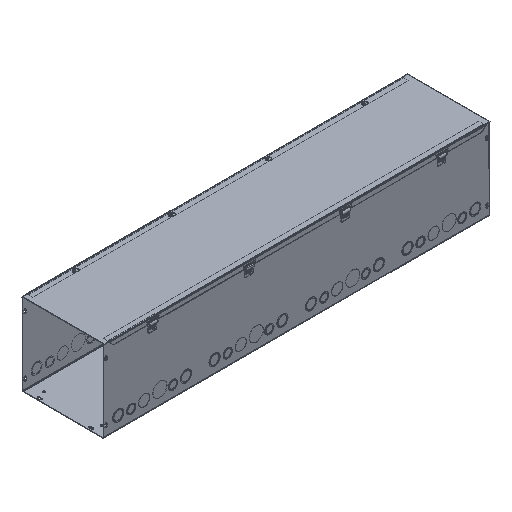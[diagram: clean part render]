
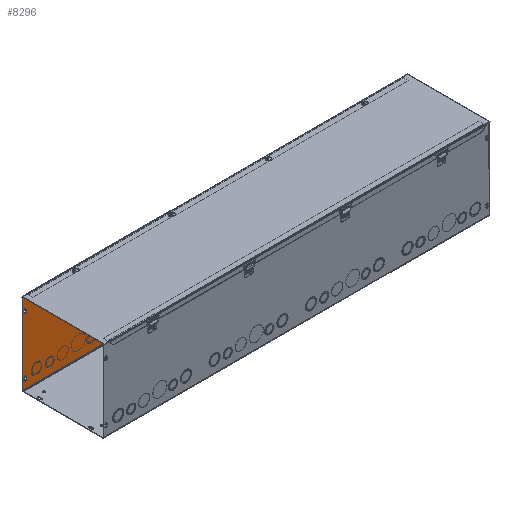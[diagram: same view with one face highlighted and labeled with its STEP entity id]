
A CAD part, isometric view. The second image highlights one B-rep face of the part: STEP entity #8296.
In plain terms, the highlighted planar face has unit normal (0, -1, 0).
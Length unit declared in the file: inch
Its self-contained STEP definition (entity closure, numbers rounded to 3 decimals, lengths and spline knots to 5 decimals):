
#414=LINE('',#12821,#1007);
#418=LINE('',#12830,#1011);
#420=LINE('',#12837,#1013);
#424=LINE('',#12846,#1017);
#440=LINE('',#12890,#1033);
#442=LINE('',#12894,#1035);
#446=LINE('',#12906,#1039);
#448=LINE('',#12910,#1041);
#516=LINE('',#13193,#1109);
#550=LINE('',#13270,#1143);
#552=LINE('',#13275,#1145);
#554=LINE('',#13278,#1147);
#556=LINE('',#13284,#1149);
#558=LINE('',#13288,#1151);
#560=LINE('',#13291,#1153);
#561=LINE('',#13294,#1154);
#562=LINE('',#13296,#1155);
#563=LINE('',#13298,#1156);
#564=LINE('',#13300,#1157);
#565=LINE('',#13301,#1158);
#1007=VECTOR('',#10352,0.25);
#1011=VECTOR('',#10362,0.25);
#1013=VECTOR('',#10370,0.25);
#1017=VECTOR('',#10380,0.25);
#1033=VECTOR('',#10430,0.25);
#1035=VECTOR('',#10434,0.25);
#1039=VECTOR('',#10448,0.25);
#1041=VECTOR('',#10452,0.25);
#1109=VECTOR('',#10698,46.75);
#1143=VECTOR('',#10776,0.0002);
#1145=VECTOR('',#10780,0.03145);
#1147=VECTOR('',#10784,0.0002);
#1149=VECTOR('',#10790,0.03145);
#1151=VECTOR('',#10794,0.0002);
#1153=VECTOR('',#10798,0.0002);
#1154=VECTOR('',#10801,0.6248);
#1155=VECTOR('',#10802,9.96875);
#1156=VECTOR('',#10803,48.);
#1157=VECTOR('',#10804,9.96875);
#1158=VECTOR('',#10805,0.6248);
#1637=PLANE('',#9067);
#2020=FACE_BOUND('',#3125,.T.);
#2021=FACE_BOUND('',#3126,.T.);
#2022=FACE_BOUND('',#3127,.T.);
#2023=FACE_BOUND('',#3128,.T.);
#2394=FACE_OUTER_BOUND('',#3124,.T.);
#3124=EDGE_LOOP('',(#6559,#6560,#6561,#6562,#6563,#6564,#6565,#6566,#6567,
#6568,#6569,#6570));
#3125=EDGE_LOOP('',(#6571,#6572,#6573,#6574));
#3126=EDGE_LOOP('',(#6575,#6576,#6577,#6578));
#3127=EDGE_LOOP('',(#6579,#6580,#6581,#6582));
#3128=EDGE_LOOP('',(#6583,#6584,#6585,#6586));
#3614=CIRCLE('',#8918,0.125);
#3615=CIRCLE('',#8921,0.125);
#3616=CIRCLE('',#8924,0.125);
#3617=CIRCLE('',#8927,0.125);
#3622=CIRCLE('',#8941,0.125);
#3623=CIRCLE('',#8945,0.125);
#3624=CIRCLE('',#8947,0.125);
#3625=CIRCLE('',#8951,0.125);
#4100=VERTEX_POINT('',#12819);
#4101=VERTEX_POINT('',#12820);
#4102=VERTEX_POINT('',#12825);
#4103=VERTEX_POINT('',#12829);
#4104=VERTEX_POINT('',#12835);
#4105=VERTEX_POINT('',#12836);
#4106=VERTEX_POINT('',#12841);
#4107=VERTEX_POINT('',#12845);
#4116=VERTEX_POINT('',#12883);
#4117=VERTEX_POINT('',#12884);
#4118=VERTEX_POINT('',#12889);
#4119=VERTEX_POINT('',#12893);
#4120=VERTEX_POINT('',#12899);
#4121=VERTEX_POINT('',#12900);
#4122=VERTEX_POINT('',#12905);
#4123=VERTEX_POINT('',#12909);
#4188=VERTEX_POINT('',#13182);
#4189=VERTEX_POINT('',#13186);
#4210=VERTEX_POINT('',#13268);
#4211=VERTEX_POINT('',#13272);
#4212=VERTEX_POINT('',#13274);
#4213=VERTEX_POINT('',#13281);
#4214=VERTEX_POINT('',#13283);
#4215=VERTEX_POINT('',#13287);
#4216=VERTEX_POINT('',#13293);
#4217=VERTEX_POINT('',#13295);
#4218=VERTEX_POINT('',#13297);
#4219=VERTEX_POINT('',#13299);
#4866=EDGE_CURVE('',#4100,#4101,#414,.T.);
#4869=EDGE_CURVE('',#4101,#4102,#3614,.T.);
#4871=EDGE_CURVE('',#4102,#4103,#418,.T.);
#4873=EDGE_CURVE('',#4103,#4100,#3615,.T.);
#4874=EDGE_CURVE('',#4104,#4105,#420,.T.);
#4877=EDGE_CURVE('',#4106,#4104,#3616,.T.);
#4879=EDGE_CURVE('',#4107,#4106,#424,.T.);
#4881=EDGE_CURVE('',#4105,#4107,#3617,.T.);
#4898=EDGE_CURVE('',#4116,#4117,#3622,.T.);
#4901=EDGE_CURVE('',#4118,#4116,#440,.T.);
#4903=EDGE_CURVE('',#4117,#4119,#442,.T.);
#4905=EDGE_CURVE('',#4119,#4118,#3623,.T.);
#4906=EDGE_CURVE('',#4120,#4121,#3624,.T.);
#4909=EDGE_CURVE('',#4121,#4122,#446,.T.);
#4911=EDGE_CURVE('',#4123,#4120,#448,.T.);
#4913=EDGE_CURVE('',#4122,#4123,#3625,.T.);
#5022=EDGE_CURVE('',#4188,#4189,#516,.T.);
#5060=EDGE_CURVE('',#4189,#4210,#550,.T.);
#5062=EDGE_CURVE('',#4212,#4211,#552,.T.);
#5064=EDGE_CURVE('',#4210,#4212,#554,.T.);
#5066=EDGE_CURVE('',#4214,#4213,#556,.T.);
#5068=EDGE_CURVE('',#4215,#4188,#558,.T.);
#5070=EDGE_CURVE('',#4213,#4215,#560,.T.);
#5071=EDGE_CURVE('',#4211,#4216,#561,.T.);
#5072=EDGE_CURVE('',#4216,#4217,#562,.T.);
#5073=EDGE_CURVE('',#4217,#4218,#563,.T.);
#5074=EDGE_CURVE('',#4219,#4218,#564,.T.);
#5075=EDGE_CURVE('',#4219,#4214,#565,.T.);
#6559=ORIENTED_EDGE('',*,*,#5062,.T.);
#6560=ORIENTED_EDGE('',*,*,#5071,.T.);
#6561=ORIENTED_EDGE('',*,*,#5072,.T.);
#6562=ORIENTED_EDGE('',*,*,#5073,.T.);
#6563=ORIENTED_EDGE('',*,*,#5074,.F.);
#6564=ORIENTED_EDGE('',*,*,#5075,.T.);
#6565=ORIENTED_EDGE('',*,*,#5066,.T.);
#6566=ORIENTED_EDGE('',*,*,#5070,.T.);
#6567=ORIENTED_EDGE('',*,*,#5068,.T.);
#6568=ORIENTED_EDGE('',*,*,#5022,.T.);
#6569=ORIENTED_EDGE('',*,*,#5060,.T.);
#6570=ORIENTED_EDGE('',*,*,#5064,.T.);
#6571=ORIENTED_EDGE('',*,*,#4866,.T.);
#6572=ORIENTED_EDGE('',*,*,#4869,.T.);
#6573=ORIENTED_EDGE('',*,*,#4871,.T.);
#6574=ORIENTED_EDGE('',*,*,#4873,.T.);
#6575=ORIENTED_EDGE('',*,*,#4874,.T.);
#6576=ORIENTED_EDGE('',*,*,#4881,.T.);
#6577=ORIENTED_EDGE('',*,*,#4879,.T.);
#6578=ORIENTED_EDGE('',*,*,#4877,.T.);
#6579=ORIENTED_EDGE('',*,*,#4898,.T.);
#6580=ORIENTED_EDGE('',*,*,#4903,.T.);
#6581=ORIENTED_EDGE('',*,*,#4905,.T.);
#6582=ORIENTED_EDGE('',*,*,#4901,.T.);
#6583=ORIENTED_EDGE('',*,*,#4906,.T.);
#6584=ORIENTED_EDGE('',*,*,#4909,.T.);
#6585=ORIENTED_EDGE('',*,*,#4913,.T.);
#6586=ORIENTED_EDGE('',*,*,#4911,.T.);
#8296=ADVANCED_FACE('',(#2394,#2020,#2021,#2022,#2023),#1637,.T.);
#8918=AXIS2_PLACEMENT_3D('',#12826,#10357,#10358);
#8921=AXIS2_PLACEMENT_3D('',#12833,#10366,#10367);
#8924=AXIS2_PLACEMENT_3D('',#12842,#10375,#10376);
#8927=AXIS2_PLACEMENT_3D('',#12849,#10384,#10385);
#8941=AXIS2_PLACEMENT_3D('',#12885,#10424,#10425);
#8945=AXIS2_PLACEMENT_3D('',#12897,#10438,#10439);
#8947=AXIS2_PLACEMENT_3D('',#12901,#10442,#10443);
#8951=AXIS2_PLACEMENT_3D('',#12913,#10456,#10457);
#9067=AXIS2_PLACEMENT_3D('',#13292,#10799,#10800);
#10352=DIRECTION('',(0.,0.,-1.));
#10357=DIRECTION('center_axis',(0.,1.,0.));
#10358=DIRECTION('ref_axis',(-1.,0.,0.));
#10362=DIRECTION('',(0.,0.,1.));
#10366=DIRECTION('center_axis',(0.,1.,0.));
#10367=DIRECTION('ref_axis',(1.,0.,0.));
#10370=DIRECTION('',(0.,0.,1.));
#10375=DIRECTION('center_axis',(0.,1.,0.));
#10376=DIRECTION('ref_axis',(1.,0.,0.));
#10380=DIRECTION('',(0.,0.,-1.));
#10384=DIRECTION('center_axis',(0.,1.,0.));
#10385=DIRECTION('ref_axis',(-1.,0.,0.));
#10424=DIRECTION('center_axis',(0.,1.,0.));
#10425=DIRECTION('ref_axis',(-1.,0.,0.));
#10430=DIRECTION('',(0.,0.,1.));
#10434=DIRECTION('',(0.,0.,-1.));
#10438=DIRECTION('center_axis',(0.,1.,0.));
#10439=DIRECTION('ref_axis',(1.,0.,0.));
#10442=DIRECTION('center_axis',(0.,1.,0.));
#10443=DIRECTION('ref_axis',(1.,0.,0.));
#10448=DIRECTION('',(0.,0.,-1.));
#10452=DIRECTION('',(0.,0.,1.));
#10456=DIRECTION('center_axis',(0.,1.,0.));
#10457=DIRECTION('ref_axis',(-1.,0.,0.));
#10698=DIRECTION('',(-1.,0.,0.));
#10776=DIRECTION('',(0.,0.,-1.));
#10780=DIRECTION('',(0.,0.,1.));
#10784=DIRECTION('',(-1.,0.,0.));
#10790=DIRECTION('',(0.,0.,-1.));
#10794=DIRECTION('',(0.,0.,1.));
#10798=DIRECTION('',(-1.,0.,0.));
#10799=DIRECTION('center_axis',(0.,-1.,0.));
#10800=DIRECTION('ref_axis',(1.,0.,0.));
#10801=DIRECTION('',(-1.,0.,0.));
#10802=DIRECTION('',(0.,0.,-1.));
#10803=DIRECTION('',(1.,0.,0.));
#10804=DIRECTION('',(0.,0.,-1.));
#10805=DIRECTION('',(-1.,0.,0.));
#12819=CARTESIAN_POINT('',(47.815,10.,8.625));
#12820=CARTESIAN_POINT('',(47.815,10.,8.375));
#12821=CARTESIAN_POINT('',(47.815,10.,6.83225));
#12825=CARTESIAN_POINT('',(47.565,10.,8.375));
#12826=CARTESIAN_POINT('Origin',(47.69,10.,8.375));
#12829=CARTESIAN_POINT('',(47.565,10.,8.625));
#12830=CARTESIAN_POINT('',(47.565,10.,6.70725));
#12833=CARTESIAN_POINT('Origin',(47.69,10.,8.625));
#12835=CARTESIAN_POINT('',(0.185,10.,8.375));
#12836=CARTESIAN_POINT('',(0.185,10.,8.625));
#12837=CARTESIAN_POINT('',(0.185,10.,6.83225));
#12841=CARTESIAN_POINT('',(0.435,10.,8.375));
#12842=CARTESIAN_POINT('Origin',(0.31,10.,8.375));
#12845=CARTESIAN_POINT('',(0.435,10.,8.625));
#12846=CARTESIAN_POINT('',(0.435,10.,6.70725));
#12849=CARTESIAN_POINT('Origin',(0.31,10.,8.625));
#12883=CARTESIAN_POINT('',(47.565,10.,1.375));
#12884=CARTESIAN_POINT('',(47.815,10.,1.375));
#12885=CARTESIAN_POINT('Origin',(47.69,10.,1.375));
#12889=CARTESIAN_POINT('',(47.565,10.,1.125));
#12890=CARTESIAN_POINT('',(47.565,10.,3.08225));
#12893=CARTESIAN_POINT('',(47.815,10.,1.125));
#12894=CARTESIAN_POINT('',(47.815,10.,3.14475));
#12897=CARTESIAN_POINT('Origin',(47.69,10.,1.125));
#12899=CARTESIAN_POINT('',(0.185,10.,1.375));
#12900=CARTESIAN_POINT('',(0.435,10.,1.375));
#12901=CARTESIAN_POINT('Origin',(0.31,10.,1.375));
#12905=CARTESIAN_POINT('',(0.435,10.,1.125));
#12906=CARTESIAN_POINT('',(0.435,10.,3.08225));
#12909=CARTESIAN_POINT('',(0.185,10.,1.125));
#12910=CARTESIAN_POINT('',(0.185,10.,3.14475));
#12913=CARTESIAN_POINT('Origin',(0.31,10.,1.125));
#13182=CARTESIAN_POINT('',(47.375,10.,10.04275));
#13186=CARTESIAN_POINT('',(0.625,10.,10.04275));
#13193=CARTESIAN_POINT('',(12.3125,10.,10.04275));
#13268=CARTESIAN_POINT('',(0.625,10.,10.04255));
#13270=CARTESIAN_POINT('',(0.625,10.,7.54103));
#13272=CARTESIAN_POINT('',(0.6248,10.,10.074));
#13274=CARTESIAN_POINT('',(0.6248,10.,10.04255));
#13275=CARTESIAN_POINT('',(0.6248,10.,7.55675));
#13278=CARTESIAN_POINT('',(12.3124,10.,10.04255));
#13281=CARTESIAN_POINT('',(47.3752,10.,10.04255));
#13283=CARTESIAN_POINT('',(47.3752,10.,10.074));
#13284=CARTESIAN_POINT('',(47.3752,10.,7.54103));
#13287=CARTESIAN_POINT('',(47.375,10.,10.04255));
#13288=CARTESIAN_POINT('',(47.375,10.,7.55675));
#13291=CARTESIAN_POINT('',(35.6875,10.,10.04255));
#13292=CARTESIAN_POINT('Origin',(24.,10.,5.03951));
#13293=CARTESIAN_POINT('',(0.,10.,10.074));
#13294=CARTESIAN_POINT('',(48.,10.,10.074));
#13295=CARTESIAN_POINT('',(0.,10.,0.10525));
#13296=CARTESIAN_POINT('',(0.,10.,-0.09522));
#13297=CARTESIAN_POINT('',(48.,10.,0.10525));
#13298=CARTESIAN_POINT('',(24.,10.,0.10525));
#13299=CARTESIAN_POINT('',(48.,10.,10.074));
#13300=CARTESIAN_POINT('',(48.,10.,-0.09522));
#13301=CARTESIAN_POINT('',(48.,10.,10.074));
